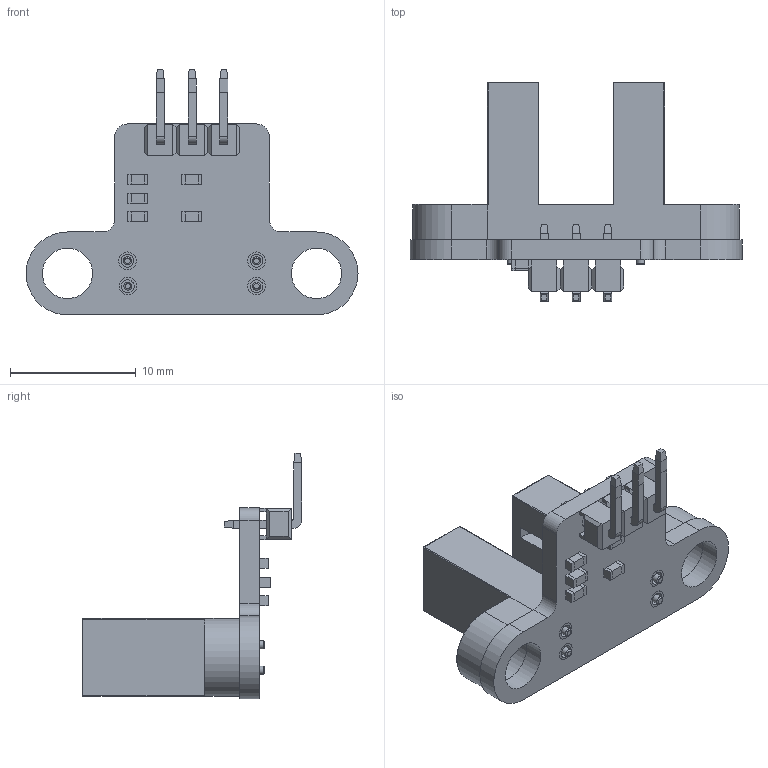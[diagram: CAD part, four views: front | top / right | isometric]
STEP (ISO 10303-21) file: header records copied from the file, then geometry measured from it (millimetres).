
FILE_DESCRIPTION(/* description */ (''),/* implementation_level */ '2;1');
FILE_NAME(/* name */ 'IR SENSOR v6.step',/* time_stamp */ '2019-12-11T11:29:36+01:00',/* author */ (''),/* organization */ (''),/* preprocessor_version */ 'ST-DEVELOPER v18',/* originating_system */ 'Autodesk Translation Framework v8.12.0.6',/* authorisation */ '');
FILE_SCHEMA (('AUTOMOTIVE_DESIGN { 1 0 10303 214 3 1 1 }'));
Length unit declared in the file: millimetre
Products named in the file (1): IR SENSOR
Bounding box: 26.42 x 17.47 x 19.56 mm (x, y, z)
Volume: 1250.4 mm3; surface area: 2019.6 mm2
Topology: 34 solids, 34 shells, 349 faces, 753 edges, 472 vertices
Faces by surface type: plane 248, cylinder 85, torus 8, sphere 8
Full cylindrical faces by diameter (mm): 0.64 x4, 1.02 x14, 1.4 x7, 4 x4
Entity records: 9435 total; most frequent: DIRECTION 1641, CARTESIAN_POINT 1575, ORIENTED_EDGE 1506, EDGE_CURVE 753, LINE 565, VECTOR 565, AXIS2_PLACEMENT_3D 538, VERTEX_POINT 472
